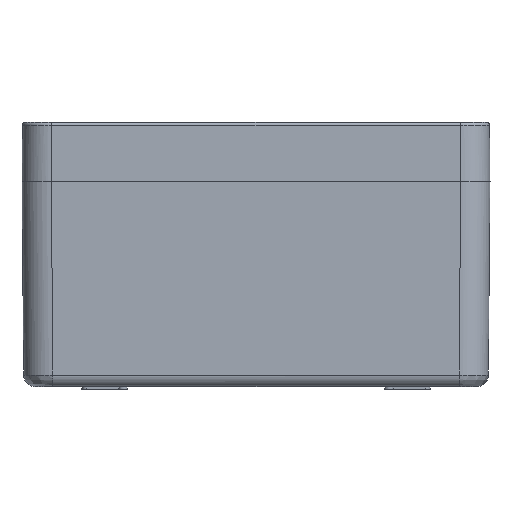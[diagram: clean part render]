
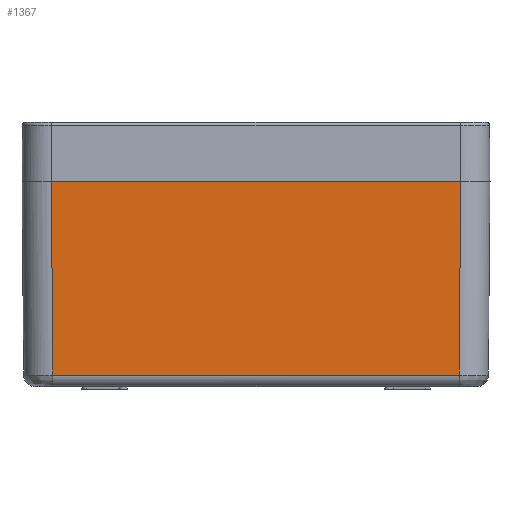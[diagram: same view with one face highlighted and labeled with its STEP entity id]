
A CAD part, front view. The second image highlights one B-rep face of the part: STEP entity #1367.
In plain terms, the highlighted planar face has unit normal (0, -1, -0.009).
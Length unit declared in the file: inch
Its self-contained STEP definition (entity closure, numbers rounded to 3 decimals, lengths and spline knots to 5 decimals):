
#36 = DIRECTION ( 'NONE',  ( 0., 0.009, -1. ) ) ;
#546 = VERTEX_POINT ( 'NONE', #10940 ) ;
#587 = LINE ( 'NONE', #5578, #4087 ) ;
#1333 = EDGE_CURVE ( 'NONE', #13073, #15675, #8762, .T. ) ;
#1367 = ADVANCED_FACE ( 'NONE', ( #4857 ), #5027, .T. ) ;
#2056 = VECTOR ( 'NONE', #11389, 39.37008 ) ;
#2088 = DIRECTION ( 'NONE',  ( -1., 0., 0. ) ) ;
#2095 = VECTOR ( 'NONE', #2088, 39.37008 ) ;
#2169 = CARTESIAN_POINT ( 'NONE',  ( -3.14961, -3.14961, 0. ) ) ;
#2369 = ORIENTED_EDGE ( 'NONE', *, *, #8727, .F. ) ;
#2560 = DIRECTION ( 'NONE',  ( 0., -1., -0.009 ) ) ;
#2807 = EDGE_CURVE ( 'NONE', #14879, #546, #587, .T. ) ;
#3446 = DIRECTION ( 'NONE',  ( 0.009, 0.009, -1. ) ) ;
#3536 = EDGE_CURVE ( 'NONE', #13073, #14879, #13864, .T. ) ;
#3733 = CARTESIAN_POINT ( 'NONE',  ( 2.73323, -3.12692, -2.5998 ) ) ;
#4087 = VECTOR ( 'NONE', #3446, 39.37008 ) ;
#4857 = FACE_OUTER_BOUND ( 'NONE', #10561, .T. ) ;
#5027 = PLANE ( 'NONE',  #7541 ) ;
#5578 = CARTESIAN_POINT ( 'NONE',  ( -2.75592, -3.14961, 0. ) ) ;
#7276 = VECTOR ( 'NONE', #8078, 39.37008 ) ;
#7541 = AXIS2_PLACEMENT_3D ( 'NONE', #12448, #2560, #36 ) ;
#7548 = CARTESIAN_POINT ( 'NONE',  ( 2.75571, -3.1494, -0.02405 ) ) ;
#8078 = DIRECTION ( 'NONE',  ( -1., 0., 0. ) ) ;
#8327 = CARTESIAN_POINT ( 'NONE',  ( 2.75592, -3.14961, 0. ) ) ;
#8727 = EDGE_CURVE ( 'NONE', #15675, #546, #10614, .T. ) ;
#8762 = LINE ( 'NONE', #7548, #2056 ) ;
#8871 = CARTESIAN_POINT ( 'NONE',  ( -2.75592, -3.14961, 0. ) ) ;
#9779 = ORIENTED_EDGE ( 'NONE', *, *, #3536, .T. ) ;
#10561 = EDGE_LOOP ( 'NONE', ( #14471, #2369, #15383, #9779 ) ) ;
#10614 = LINE ( 'NONE', #12004, #7276 ) ;
#10940 = CARTESIAN_POINT ( 'NONE',  ( -2.73323, -3.12692, -2.5998 ) ) ;
#11389 = DIRECTION ( 'NONE',  ( -0.009, 0.009, -1. ) ) ;
#12004 = CARTESIAN_POINT ( 'NONE',  ( -1.5748, -3.12692, -2.5998 ) ) ;
#12448 = CARTESIAN_POINT ( 'NONE',  ( -3.14961, -3.14961, 0. ) ) ;
#13073 = VERTEX_POINT ( 'NONE', #8327 ) ;
#13864 = LINE ( 'NONE', #2169, #2095 ) ;
#14471 = ORIENTED_EDGE ( 'NONE', *, *, #2807, .T. ) ;
#14879 = VERTEX_POINT ( 'NONE', #8871 ) ;
#15383 = ORIENTED_EDGE ( 'NONE', *, *, #1333, .F. ) ;
#15675 = VERTEX_POINT ( 'NONE', #3733 ) ;
